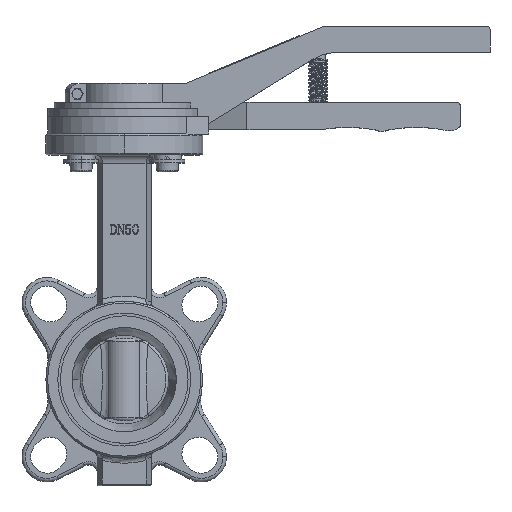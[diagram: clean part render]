
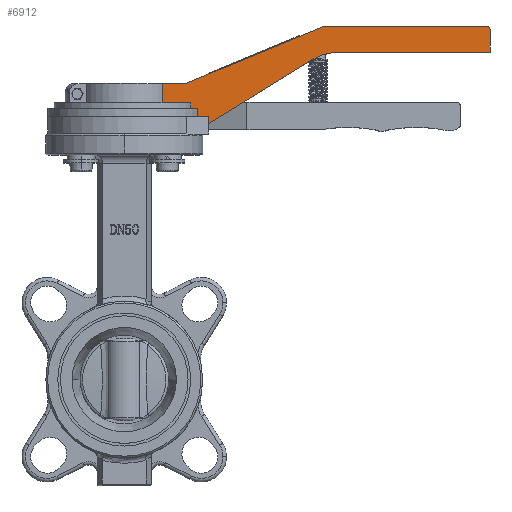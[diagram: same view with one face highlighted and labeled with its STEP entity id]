
A CAD part, top view. The second image highlights one B-rep face of the part: STEP entity #6912.
In plain terms, the highlighted planar face has unit normal (0, 0, 1).
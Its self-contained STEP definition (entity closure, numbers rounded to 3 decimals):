
#791 = DIRECTION ( 'NONE',  ( -1., 0., 0. ) ) ;
#962 = DIRECTION ( 'NONE',  ( 1., 0., 0. ) ) ;
#2433 = VECTOR ( 'NONE', #31806, 1000. ) ;
#2668 = LINE ( 'NONE', #60559, #56754 ) ;
#3043 = VERTEX_POINT ( 'NONE', #58467 ) ;
#3290 = DIRECTION ( 'NONE',  ( 0., -1., 0. ) ) ;
#3349 = EDGE_LOOP ( 'NONE', ( #26510, #21477, #27695, #36939, #57551, #25045, #25269, #35666, #4972, #58792, #31845, #21402, #38905, #13861, #33270, #53716 ) ) ;
#3865 = EDGE_CURVE ( 'NONE', #30621, #60363, #30917, .T. ) ;
#4201 = EDGE_CURVE ( 'NONE', #60363, #38914, #34051, .T. ) ;
#4972 = ORIENTED_EDGE ( 'NONE', *, *, #29260, .T. ) ;
#5099 = CARTESIAN_POINT ( 'NONE',  ( 115.844, 188., 13. ) ) ;
#6603 = CARTESIAN_POINT ( 'NONE',  ( 38.13, 159., 13. ) ) ;
#6912 = ADVANCED_FACE ( 'NONE', ( #60145 ), #11633, .T. ) ;
#7355 = VERTEX_POINT ( 'NONE', #24342 ) ;
#7643 = EDGE_CURVE ( 'NONE', #45820, #56151, #34146, .T. ) ;
#8021 = CARTESIAN_POINT ( 'NONE',  ( 114.953, 203., 13. ) ) ;
#8136 = VECTOR ( 'NONE', #32456, 1000. ) ;
#9397 = CARTESIAN_POINT ( 'NONE',  ( 42.036, 155.6, 13. ) ) ;
#10098 = DIRECTION ( 'NONE',  ( 1., 0., 0. ) ) ;
#10768 = CARTESIAN_POINT ( 'NONE',  ( 45., 151., 13. ) ) ;
#11633 = PLANE ( 'NONE',  #25657 ) ;
#11728 = LINE ( 'NONE', #51034, #18294 ) ;
#11953 = VERTEX_POINT ( 'NONE', #34305 ) ;
#12148 = CARTESIAN_POINT ( 'NONE',  ( 42.036, 151., 13. ) ) ;
#12383 = LINE ( 'NONE', #8021, #15113 ) ;
#12435 = VERTEX_POINT ( 'NONE', #29917 ) ;
#12437 = CARTESIAN_POINT ( 'NONE',  ( 115.844, 203., 13. ) ) ;
#12470 = VECTOR ( 'NONE', #791, 1000. ) ;
#12761 = VECTOR ( 'NONE', #35003, 1000. ) ;
#13100 = EDGE_CURVE ( 'NONE', #56151, #24332, #40881, .T. ) ;
#13822 = DIRECTION ( 'NONE',  ( 0., -1., 0. ) ) ;
#13861 = ORIENTED_EDGE ( 'NONE', *, *, #7643, .T. ) ;
#15113 = VECTOR ( 'NONE', #31750, 1000. ) ;
#15131 = DIRECTION ( 'NONE',  ( 0., 1., 0. ) ) ;
#16220 = EDGE_CURVE ( 'NONE', #3043, #11953, #12383, .T. ) ;
#16294 = CARTESIAN_POINT ( 'NONE',  ( 21.693, 159., 13. ) ) ;
#16677 = CARTESIAN_POINT ( 'NONE',  ( 21.693, 170., 13. ) ) ;
#16739 = DIRECTION ( 'NONE',  ( 0., 0., 1. ) ) ;
#17262 = LINE ( 'NONE', #36953, #8136 ) ;
#18243 = EDGE_CURVE ( 'NONE', #24332, #12435, #11728, .T. ) ;
#18294 = VECTOR ( 'NONE', #36216, 1000. ) ;
#18295 = CARTESIAN_POINT ( 'NONE',  ( 21.693, 174.758, 13. ) ) ;
#19332 = VECTOR ( 'NONE', #10098, 1000. ) ;
#21402 = ORIENTED_EDGE ( 'NONE', *, *, #16220, .T. ) ;
#21477 = ORIENTED_EDGE ( 'NONE', *, *, #36712, .T. ) ;
#21858 = CARTESIAN_POINT ( 'NONE',  ( 115.844, 151., 13. ) ) ;
#21985 = LINE ( 'NONE', #12437, #2433 ) ;
#23167 = EDGE_CURVE ( 'NONE', #54025, #7355, #48998, .T. ) ;
#24332 = VERTEX_POINT ( 'NONE', #6603 ) ;
#24342 = CARTESIAN_POINT ( 'NONE',  ( 207.996, 203., 13. ) ) ;
#25045 = ORIENTED_EDGE ( 'NONE', *, *, #44883, .T. ) ;
#25269 = ORIENTED_EDGE ( 'NONE', *, *, #31735, .F. ) ;
#25475 = LINE ( 'NONE', #25802, #52851 ) ;
#25516 = CARTESIAN_POINT ( 'NONE',  ( 45., 174.758, 13. ) ) ;
#25657 = AXIS2_PLACEMENT_3D ( 'NONE', #41800, #16739, #50924 ) ;
#25802 = CARTESIAN_POINT ( 'NONE',  ( 209.996, 174.758, 13. ) ) ;
#26510 = ORIENTED_EDGE ( 'NONE', *, *, #33647, .T. ) ;
#26919 = EDGE_CURVE ( 'NONE', #48512, #30621, #45653, .T. ) ;
#27154 = VERTEX_POINT ( 'NONE', #38201 ) ;
#27695 = ORIENTED_EDGE ( 'NONE', *, *, #26919, .T. ) ;
#28865 = LINE ( 'NONE', #44425, #12470 ) ;
#29260 = EDGE_CURVE ( 'NONE', #46993, #54025, #25475, .T. ) ;
#29395 = DIRECTION ( 'NONE',  ( 0., 1., 0. ) ) ;
#29560 = VECTOR ( 'NONE', #13822, 1000. ) ;
#29917 = CARTESIAN_POINT ( 'NONE',  ( 38.13, 155.6, 13. ) ) ;
#30621 = VERTEX_POINT ( 'NONE', #10768 ) ;
#30917 = LINE ( 'NONE', #25516, #53263 ) ;
#31222 = VERTEX_POINT ( 'NONE', #9397 ) ;
#31735 = EDGE_CURVE ( 'NONE', #27154, #60414, #41151, .T. ) ;
#31750 = DIRECTION ( 'NONE',  ( -0.924, -0.383, 0. ) ) ;
#31806 = DIRECTION ( 'NONE',  ( -1., 0., 0. ) ) ;
#31845 = ORIENTED_EDGE ( 'NONE', *, *, #46878, .T. ) ;
#32456 = DIRECTION ( 'NONE',  ( 0.85, 0.526, 0. ) ) ;
#33270 = ORIENTED_EDGE ( 'NONE', *, *, #13100, .T. ) ;
#33647 = EDGE_CURVE ( 'NONE', #12435, #31222, #48387, .T. ) ;
#34051 = LINE ( 'NONE', #54594, #12761 ) ;
#34146 = LINE ( 'NONE', #18295, #29560 ) ;
#34305 = CARTESIAN_POINT ( 'NONE',  ( 35.382, 170., 13. ) ) ;
#35003 = DIRECTION ( 'NONE',  ( 1., 0., 0. ) ) ;
#35666 = ORIENTED_EDGE ( 'NONE', *, *, #58059, .T. ) ;
#35821 = DIRECTION ( 'NONE',  ( 1., 0., 0. ) ) ;
#36099 = AXIS2_PLACEMENT_3D ( 'NONE', #58540, #59506, #15131 ) ;
#36216 = DIRECTION ( 'NONE',  ( 0., -1., 0. ) ) ;
#36712 = EDGE_CURVE ( 'NONE', #31222, #48512, #2668, .T. ) ;
#36799 = DIRECTION ( 'NONE',  ( 1., 0., 0. ) ) ;
#36939 = ORIENTED_EDGE ( 'NONE', *, *, #3865, .T. ) ;
#36953 = CARTESIAN_POINT ( 'NONE',  ( 77.794, 165.014, 13. ) ) ;
#38201 = CARTESIAN_POINT ( 'NONE',  ( 123.482, 188., 13. ) ) ;
#38712 = EDGE_CURVE ( 'NONE', #11953, #45820, #28865, .T. ) ;
#38905 = ORIENTED_EDGE ( 'NONE', *, *, #38712, .T. ) ;
#38914 = VERTEX_POINT ( 'NONE', #41580 ) ;
#40881 = LINE ( 'NONE', #60180, #42008 ) ;
#41151 = CIRCLE ( 'NONE', #36099, 30. ) ;
#41580 = CARTESIAN_POINT ( 'NONE',  ( 47.889, 146.515, 13. ) ) ;
#41612 = CARTESIAN_POINT ( 'NONE',  ( 209.996, 201., 13. ) ) ;
#41800 = CARTESIAN_POINT ( 'NONE',  ( 21.693, 146.515, 13. ) ) ;
#42008 = VECTOR ( 'NONE', #35821, 1000. ) ;
#42202 = CARTESIAN_POINT ( 'NONE',  ( 207.996, 201., 13. ) ) ;
#44425 = CARTESIAN_POINT ( 'NONE',  ( 115.844, 170., 13. ) ) ;
#44432 = CARTESIAN_POINT ( 'NONE',  ( 209.996, 188., 13. ) ) ;
#44841 = DIRECTION ( 'NONE',  ( 0., 1., 0. ) ) ;
#44883 = EDGE_CURVE ( 'NONE', #38914, #60414, #17262, .T. ) ;
#45653 = LINE ( 'NONE', #21858, #61643 ) ;
#45820 = VERTEX_POINT ( 'NONE', #16677 ) ;
#46009 = AXIS2_PLACEMENT_3D ( 'NONE', #42202, #54103, #29395 ) ;
#46878 = EDGE_CURVE ( 'NONE', #7355, #3043, #21985, .T. ) ;
#46993 = VERTEX_POINT ( 'NONE', #44432 ) ;
#47810 = LINE ( 'NONE', #5099, #19332 ) ;
#48083 = CARTESIAN_POINT ( 'NONE',  ( 115.844, 155.6, 13. ) ) ;
#48387 = LINE ( 'NONE', #48083, #56379 ) ;
#48512 = VERTEX_POINT ( 'NONE', #12148 ) ;
#48998 = CIRCLE ( 'NONE', #46009, 2. ) ;
#50924 = DIRECTION ( 'NONE',  ( 0., -1., 0. ) ) ;
#51034 = CARTESIAN_POINT ( 'NONE',  ( 38.13, 174.758, 13. ) ) ;
#52851 = VECTOR ( 'NONE', #44841, 1000. ) ;
#53263 = VECTOR ( 'NONE', #58476, 1000. ) ;
#53716 = ORIENTED_EDGE ( 'NONE', *, *, #18243, .T. ) ;
#54025 = VERTEX_POINT ( 'NONE', #41612 ) ;
#54103 = DIRECTION ( 'NONE',  ( 0., 0., 1. ) ) ;
#54594 = CARTESIAN_POINT ( 'NONE',  ( 115.844, 146.515, 13. ) ) ;
#56151 = VERTEX_POINT ( 'NONE', #16294 ) ;
#56379 = VECTOR ( 'NONE', #962, 1000. ) ;
#56754 = VECTOR ( 'NONE', #3290, 1000. ) ;
#57551 = ORIENTED_EDGE ( 'NONE', *, *, #4201, .T. ) ;
#57973 = CARTESIAN_POINT ( 'NONE',  ( 107.7, 183.513, 13. ) ) ;
#58059 = EDGE_CURVE ( 'NONE', #27154, #46993, #47810, .T. ) ;
#58467 = CARTESIAN_POINT ( 'NONE',  ( 114.953, 203., 13. ) ) ;
#58476 = DIRECTION ( 'NONE',  ( 0., -1., 0. ) ) ;
#58540 = CARTESIAN_POINT ( 'NONE',  ( 123.482, 158., 13. ) ) ;
#58792 = ORIENTED_EDGE ( 'NONE', *, *, #23167, .T. ) ;
#59506 = DIRECTION ( 'NONE',  ( 0., 0., 1. ) ) ;
#60145 = FACE_OUTER_BOUND ( 'NONE', #3349, .T. ) ;
#60180 = CARTESIAN_POINT ( 'NONE',  ( 115.844, 159., 13. ) ) ;
#60363 = VERTEX_POINT ( 'NONE', #62112 ) ;
#60414 = VERTEX_POINT ( 'NONE', #57973 ) ;
#60559 = CARTESIAN_POINT ( 'NONE',  ( 42.036, 174.758, 13. ) ) ;
#61643 = VECTOR ( 'NONE', #36799, 1000. ) ;
#62112 = CARTESIAN_POINT ( 'NONE',  ( 45., 146.515, 13. ) ) ;
